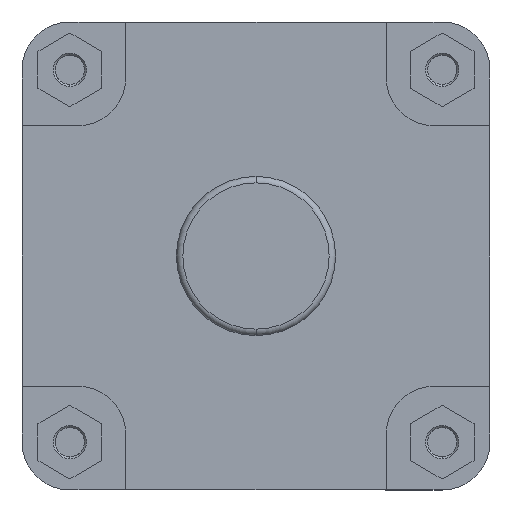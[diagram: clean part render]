
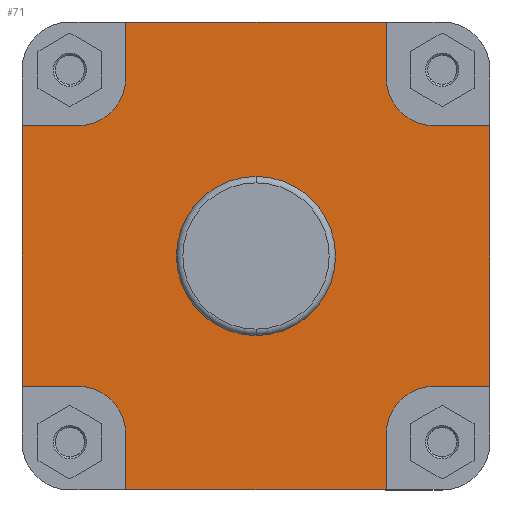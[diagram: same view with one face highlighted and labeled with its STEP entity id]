
A CAD part, left-side view. The second image highlights one B-rep face of the part: STEP entity #71.
In plain terms, the highlighted planar face has unit normal (-1, 0, 0).
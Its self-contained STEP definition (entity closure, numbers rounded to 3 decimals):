
#71 = ADVANCED_FACE ( 'NONE', ( #815, #813 ), #5262, .F. ) ;
#413 = EDGE_LOOP ( 'NONE', ( #4306, #4305 ) ) ;
#486 = EDGE_LOOP ( 'NONE', ( #4304, #4303, #4302, #4301, #4300, #4299, #4298, #4297, #4296, #4295, #4294, #4293, #4292, #4291, #4290, #4289 ) ) ;
#813 = FACE_OUTER_BOUND ( 'NONE', #486, .T. ) ;
#815 = FACE_BOUND ( 'NONE', #413, .T. ) ;
#1396 = VECTOR ( 'NONE', #2047, 1000. ) ;
#1400 = LINE ( 'NONE', #2038, #1396 ) ;
#1415 = VECTOR ( 'NONE', #2078, 1000. ) ;
#1421 = LINE ( 'NONE', #2067, #1415 ) ;
#1435 = CIRCLE ( 'NONE', #3749, 37.4 ) ;
#1481 = CIRCLE ( 'NONE', #3763, 22.5 ) ;
#1562 = CIRCLE ( 'NONE', #3783, 37.4 ) ;
#2038 = CARTESIAN_POINT ( 'NONE',  ( 65., 83.75, -61.25 ) ) ;
#2047 = DIRECTION ( 'NONE',  ( 0., 1., 0. ) ) ;
#2067 = CARTESIAN_POINT ( 'NONE',  ( 65., 61.25, -110. ) ) ;
#2078 = DIRECTION ( 'NONE',  ( 0., 0., 1. ) ) ;
#2090 = CARTESIAN_POINT ( 'NONE',  ( 65., 0., 0. ) ) ;
#2091 = DIRECTION ( 'NONE',  ( -1., 0., 0. ) ) ;
#2092 = DIRECTION ( 'NONE',  ( 0., 0., 1. ) ) ;
#2168 = CARTESIAN_POINT ( 'NONE',  ( 65., -83.75, -83.75 ) ) ;
#2169 = DIRECTION ( 'NONE',  ( -1., 0., 0. ) ) ;
#2170 = DIRECTION ( 'NONE',  ( 0., 0., -1. ) ) ;
#2283 = CARTESIAN_POINT ( 'NONE',  ( 65., 0., 0. ) ) ;
#2288 = DIRECTION ( 'NONE',  ( -1., 0., 0. ) ) ;
#2289 = DIRECTION ( 'NONE',  ( 0., 0., 1. ) ) ;
#2559 = CARTESIAN_POINT ( 'NONE',  ( 65., 83.75, 83.75 ) ) ;
#2569 = DIRECTION ( 'NONE',  ( -1., 0., 0. ) ) ;
#2570 = DIRECTION ( 'NONE',  ( 0., 0., -1. ) ) ;
#2659 = CARTESIAN_POINT ( 'NONE',  ( 65., -61.25, -83.75 ) ) ;
#2663 = DIRECTION ( 'NONE',  ( 0., 0., -1. ) ) ;
#2710 = CARTESIAN_POINT ( 'NONE',  ( 65., -83.75, 83.75 ) ) ;
#2711 = CARTESIAN_POINT ( 'NONE',  ( 65., -110., 0. ) ) ;
#2712 = DIRECTION ( 'NONE',  ( 0., 0., 1. ) ) ;
#2718 = DIRECTION ( 'NONE',  ( -1., 0., 0. ) ) ;
#2719 = DIRECTION ( 'NONE',  ( 0., 0., -1. ) ) ;
#2742 = CARTESIAN_POINT ( 'NONE',  ( 65., -110., -61.25 ) ) ;
#2743 = DIRECTION ( 'NONE',  ( 0., 1., 0. ) ) ;
#2755 = CARTESIAN_POINT ( 'NONE',  ( 65., -83.75, 61.25 ) ) ;
#2763 = CARTESIAN_POINT ( 'NONE',  ( 65., 110., 0. ) ) ;
#2764 = DIRECTION ( 'NONE',  ( 0., -1., 0. ) ) ;
#2765 = CARTESIAN_POINT ( 'NONE',  ( 65., 83.75, -83.75 ) ) ;
#2766 = DIRECTION ( 'NONE',  ( -1., 0., 0. ) ) ;
#2767 = DIRECTION ( 'NONE',  ( 0., 0., -1. ) ) ;
#2769 = DIRECTION ( 'NONE',  ( 0., 0., 1. ) ) ;
#3041 = EDGE_CURVE ( 'NONE', #4843, #4842, #1400, .T. ) ;
#3054 = EDGE_CURVE ( 'NONE', #4829, #4844, #1421, .T. ) ;
#3061 = EDGE_CURVE ( 'NONE', #4772, #4771, #1435, .T. ) ;
#3092 = EDGE_CURVE ( 'NONE', #4832, #4831, #1481, .T. ) ;
#3142 = EDGE_CURVE ( 'NONE', #4771, #4772, #1562, .T. ) ;
#3262 = EDGE_CURVE ( 'NONE', #4840, #4839, #6004, .T. ) ;
#3303 = EDGE_CURVE ( 'NONE', #4831, #4830, #6049, .T. ) ;
#3325 = EDGE_CURVE ( 'NONE', #4833, #4834, #6109, .T. ) ;
#3327 = EDGE_CURVE ( 'NONE', #4836, #4835, #6113, .T. ) ;
#3336 = EDGE_CURVE ( 'NONE', #4833, #4832, #6123, .T. ) ;
#3344 = EDGE_CURVE ( 'NONE', #4835, #4834, #6133, .T. ) ;
#3345 = EDGE_CURVE ( 'NONE', #4844, #4843, #6138, .T. ) ;
#3346 = EDGE_CURVE ( 'NONE', #4842, #4841, #6137, .T. ) ;
#3362 = EDGE_CURVE ( 'NONE', #4839, #4838, #6166, .T. ) ;
#3375 = EDGE_CURVE ( 'NONE', #4841, #4840, #6186, .T. ) ;
#3393 = EDGE_CURVE ( 'NONE', #4829, #4830, #6218, .T. ) ;
#3398 = EDGE_CURVE ( 'NONE', #4837, #4836, #6207, .T. ) ;
#3419 = EDGE_CURVE ( 'NONE', #4838, #4837, #6251, .T. ) ;
#3498 = AXIS2_PLACEMENT_3D ( 'NONE', #5253, #5263, #5264 ) ;
#3749 = AXIS2_PLACEMENT_3D ( 'NONE', #2090, #2091, #2092 ) ;
#3763 = AXIS2_PLACEMENT_3D ( 'NONE', #2168, #2169, #2170 ) ;
#3783 = AXIS2_PLACEMENT_3D ( 'NONE', #2283, #2288, #2289 ) ;
#3824 = AXIS2_PLACEMENT_3D ( 'NONE', #2559, #2569, #2570 ) ;
#3842 = AXIS2_PLACEMENT_3D ( 'NONE', #2710, #2718, #2719 ) ;
#3855 = AXIS2_PLACEMENT_3D ( 'NONE', #2765, #2766, #2767 ) ;
#4289 = ORIENTED_EDGE ( 'NONE', *, *, #3054, .F. ) ;
#4290 = ORIENTED_EDGE ( 'NONE', *, *, #3345, .F. ) ;
#4291 = ORIENTED_EDGE ( 'NONE', *, *, #3041, .F. ) ;
#4292 = ORIENTED_EDGE ( 'NONE', *, *, #3346, .F. ) ;
#4293 = ORIENTED_EDGE ( 'NONE', *, *, #3375, .F. ) ;
#4294 = ORIENTED_EDGE ( 'NONE', *, *, #3262, .F. ) ;
#4295 = ORIENTED_EDGE ( 'NONE', *, *, #3362, .F. ) ;
#4296 = ORIENTED_EDGE ( 'NONE', *, *, #3419, .F. ) ;
#4297 = ORIENTED_EDGE ( 'NONE', *, *, #3398, .F. ) ;
#4298 = ORIENTED_EDGE ( 'NONE', *, *, #3327, .F. ) ;
#4299 = ORIENTED_EDGE ( 'NONE', *, *, #3344, .F. ) ;
#4300 = ORIENTED_EDGE ( 'NONE', *, *, #3325, .T. ) ;
#4301 = ORIENTED_EDGE ( 'NONE', *, *, #3336, .F. ) ;
#4302 = ORIENTED_EDGE ( 'NONE', *, *, #3092, .F. ) ;
#4303 = ORIENTED_EDGE ( 'NONE', *, *, #3303, .F. ) ;
#4304 = ORIENTED_EDGE ( 'NONE', *, *, #3393, .T. ) ;
#4305 = ORIENTED_EDGE ( 'NONE', *, *, #3061, .F. ) ;
#4306 = ORIENTED_EDGE ( 'NONE', *, *, #3142, .F. ) ;
#4771 = VERTEX_POINT ( 'NONE', #6650 ) ;
#4772 = VERTEX_POINT ( 'NONE', #6651 ) ;
#4829 = VERTEX_POINT ( 'NONE', #6708 ) ;
#4830 = VERTEX_POINT ( 'NONE', #6709 ) ;
#4831 = VERTEX_POINT ( 'NONE', #6710 ) ;
#4832 = VERTEX_POINT ( 'NONE', #6711 ) ;
#4833 = VERTEX_POINT ( 'NONE', #6712 ) ;
#4834 = VERTEX_POINT ( 'NONE', #6713 ) ;
#4835 = VERTEX_POINT ( 'NONE', #6714 ) ;
#4836 = VERTEX_POINT ( 'NONE', #6715 ) ;
#4837 = VERTEX_POINT ( 'NONE', #6716 ) ;
#4838 = VERTEX_POINT ( 'NONE', #6717 ) ;
#4839 = VERTEX_POINT ( 'NONE', #6718 ) ;
#4840 = VERTEX_POINT ( 'NONE', #6719 ) ;
#4841 = VERTEX_POINT ( 'NONE', #6720 ) ;
#4842 = VERTEX_POINT ( 'NONE', #6721 ) ;
#4843 = VERTEX_POINT ( 'NONE', #6722 ) ;
#4844 = VERTEX_POINT ( 'NONE', #6723 ) ;
#5253 = CARTESIAN_POINT ( 'NONE',  ( 65., 37.4, 0. ) ) ;
#5262 = PLANE ( 'NONE',  #3498 ) ;
#5263 = DIRECTION ( 'NONE',  ( 1., 0., 0. ) ) ;
#5264 = DIRECTION ( 'NONE',  ( 0., 0., -1. ) ) ;
#6004 = CIRCLE ( 'NONE', #3824, 22.5 ) ;
#6049 = LINE ( 'NONE', #2659, #6074 ) ;
#6074 = VECTOR ( 'NONE', #2663, 1000. ) ;
#6109 = LINE ( 'NONE', #2711, #6110 ) ;
#6110 = VECTOR ( 'NONE', #2712, 1000. ) ;
#6113 = CIRCLE ( 'NONE', #3842, 22.5 ) ;
#6123 = LINE ( 'NONE', #2742, #6124 ) ;
#6124 = VECTOR ( 'NONE', #2743, 1000. ) ;
#6133 = LINE ( 'NONE', #2755, #6135 ) ;
#6135 = VECTOR ( 'NONE', #2764, 1000. ) ;
#6136 = VECTOR ( 'NONE', #2769, 1000. ) ;
#6137 = LINE ( 'NONE', #2763, #6136 ) ;
#6138 = CIRCLE ( 'NONE', #3855, 22.5 ) ;
#6166 = LINE ( 'NONE', #6396, #6167 ) ;
#6167 = VECTOR ( 'NONE', #6397, 1000. ) ;
#6186 = LINE ( 'NONE', #6427, #6187 ) ;
#6187 = VECTOR ( 'NONE', #6428, 1000. ) ;
#6206 = VECTOR ( 'NONE', #6479, 1000. ) ;
#6207 = LINE ( 'NONE', #6478, #6206 ) ;
#6218 = LINE ( 'NONE', #6467, #6219 ) ;
#6219 = VECTOR ( 'NONE', #6468, 1000. ) ;
#6251 = LINE ( 'NONE', #6526, #6254 ) ;
#6254 = VECTOR ( 'NONE', #6527, 1000. ) ;
#6396 = CARTESIAN_POINT ( 'NONE',  ( 65., 61.25, 83.75 ) ) ;
#6397 = DIRECTION ( 'NONE',  ( 0., 0., 1. ) ) ;
#6427 = CARTESIAN_POINT ( 'NONE',  ( 65., 110., 61.25 ) ) ;
#6428 = DIRECTION ( 'NONE',  ( 0., -1., 0. ) ) ;
#6467 = CARTESIAN_POINT ( 'NONE',  ( 65., -242.141, -110. ) ) ;
#6468 = DIRECTION ( 'NONE',  ( 0., -1., 0. ) ) ;
#6478 = CARTESIAN_POINT ( 'NONE',  ( 65., -61.25, 110. ) ) ;
#6479 = DIRECTION ( 'NONE',  ( 0., 0., -1. ) ) ;
#6526 = CARTESIAN_POINT ( 'NONE',  ( 65., -242.141, 110. ) ) ;
#6527 = DIRECTION ( 'NONE',  ( 0., -1., 0. ) ) ;
#6650 = CARTESIAN_POINT ( 'NONE',  ( 65., 0., 37.4 ) ) ;
#6651 = CARTESIAN_POINT ( 'NONE',  ( 65., 0., -37.4 ) ) ;
#6708 = CARTESIAN_POINT ( 'NONE',  ( 65., 61.25, -110. ) ) ;
#6709 = CARTESIAN_POINT ( 'NONE',  ( 65., -61.25, -110. ) ) ;
#6710 = CARTESIAN_POINT ( 'NONE',  ( 65., -61.25, -83.75 ) ) ;
#6711 = CARTESIAN_POINT ( 'NONE',  ( 65., -83.75, -61.25 ) ) ;
#6712 = CARTESIAN_POINT ( 'NONE',  ( 65., -110., -61.25 ) ) ;
#6713 = CARTESIAN_POINT ( 'NONE',  ( 65., -110., 61.25 ) ) ;
#6714 = CARTESIAN_POINT ( 'NONE',  ( 65., -83.75, 61.25 ) ) ;
#6715 = CARTESIAN_POINT ( 'NONE',  ( 65., -61.25, 83.75 ) ) ;
#6716 = CARTESIAN_POINT ( 'NONE',  ( 65., -61.25, 110. ) ) ;
#6717 = CARTESIAN_POINT ( 'NONE',  ( 65., 61.25, 110. ) ) ;
#6718 = CARTESIAN_POINT ( 'NONE',  ( 65., 61.25, 83.75 ) ) ;
#6719 = CARTESIAN_POINT ( 'NONE',  ( 65., 83.75, 61.25 ) ) ;
#6720 = CARTESIAN_POINT ( 'NONE',  ( 65., 110., 61.25 ) ) ;
#6721 = CARTESIAN_POINT ( 'NONE',  ( 65., 110., -61.25 ) ) ;
#6722 = CARTESIAN_POINT ( 'NONE',  ( 65., 83.75, -61.25 ) ) ;
#6723 = CARTESIAN_POINT ( 'NONE',  ( 65., 61.25, -83.75 ) ) ;
